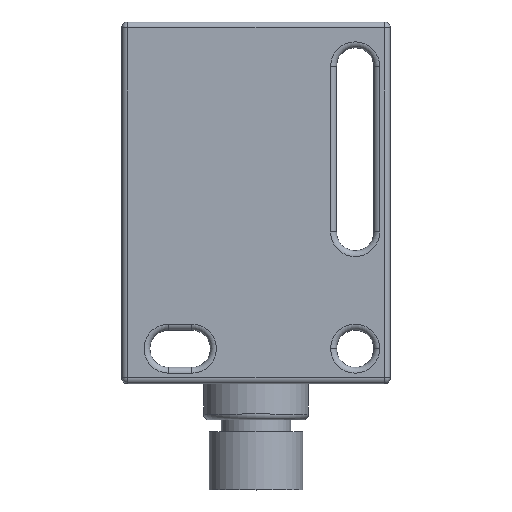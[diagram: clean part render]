
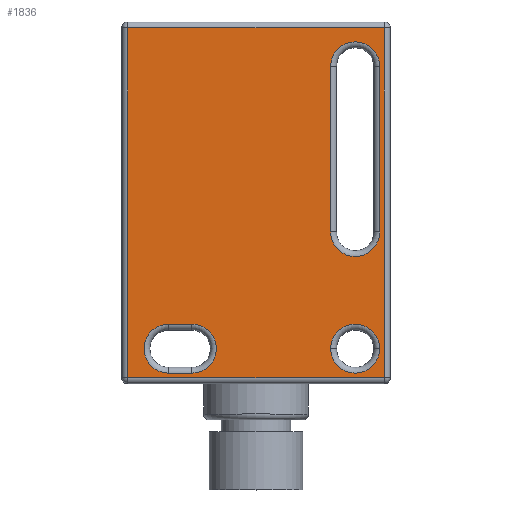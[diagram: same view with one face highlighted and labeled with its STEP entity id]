
A CAD part, top view. The second image highlights one B-rep face of the part: STEP entity #1836.
In plain terms, the highlighted planar face has unit normal (0, 0, 1).
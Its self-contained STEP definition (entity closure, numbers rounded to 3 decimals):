
#465=DIRECTION('',(0.,-1.,0.));
#466=VECTOR('',#465,30.);
#467=CARTESIAN_POINT('',(-11.,15.,5.5));
#468=LINE('',#467,#466);
#472=DIRECTION('',(-1.,0.,0.));
#473=VECTOR('',#472,22.);
#474=CARTESIAN_POINT('',(11.,15.,5.5));
#475=LINE('',#474,#473);
#479=DIRECTION('',(0.,1.,0.));
#480=VECTOR('',#479,30.);
#481=CARTESIAN_POINT('',(11.,-15.,5.5));
#482=LINE('',#481,#480);
#486=DIRECTION('',(1.,0.,0.));
#487=VECTOR('',#486,22.);
#488=CARTESIAN_POINT('',(-11.,-15.,5.5));
#489=LINE('',#488,#487);
#493=CARTESIAN_POINT('',(8.5,-12.5,5.5));
#494=DIRECTION('',(0.,0.,-1.));
#495=DIRECTION('',(1.,0.,0.));
#496=AXIS2_PLACEMENT_3D('',#493,#494,#495);
#501=CARTESIAN_POINT('',(8.5,-12.5,5.5));
#502=DIRECTION('',(0.,0.,-1.));
#503=DIRECTION('',(-1.,0.,0.));
#504=AXIS2_PLACEMENT_3D('',#501,#502,#503);
#509=DIRECTION('',(-1.,0.,0.));
#510=VECTOR('',#509,2.);
#511=CARTESIAN_POINT('',(-5.5,-14.6,5.5));
#512=LINE('',#511,#510);
#516=CARTESIAN_POINT('',(-5.5,-12.5,5.5));
#517=DIRECTION('',(0.,0.,-1.));
#518=DIRECTION('',(0.,1.,0.));
#519=AXIS2_PLACEMENT_3D('',#516,#517,#518);
#524=DIRECTION('',(1.,0.,0.));
#525=VECTOR('',#524,2.);
#526=CARTESIAN_POINT('',(-7.5,-10.4,5.5));
#527=LINE('',#526,#525);
#531=CARTESIAN_POINT('',(-7.5,-12.5,5.5));
#532=DIRECTION('',(0.,0.,-1.));
#533=DIRECTION('',(0.,-1.,0.));
#534=AXIS2_PLACEMENT_3D('',#531,#532,#533);
#539=CARTESIAN_POINT('',(8.5,11.7,5.5));
#540=DIRECTION('',(0.,0.,-1.));
#541=DIRECTION('',(-1.,0.,0.));
#542=AXIS2_PLACEMENT_3D('',#539,#540,#541);
#547=DIRECTION('',(0.,1.,0.));
#548=VECTOR('',#547,14.2);
#549=CARTESIAN_POINT('',(6.4,-2.5,5.5));
#550=LINE('',#549,#548);
#554=CARTESIAN_POINT('',(8.5,-2.5,5.5));
#555=DIRECTION('',(0.,0.,-1.));
#556=DIRECTION('',(1.,0.,0.));
#557=AXIS2_PLACEMENT_3D('',#554,#555,#556);
#562=DIRECTION('',(0.,-1.,0.));
#563=VECTOR('',#562,14.2);
#564=CARTESIAN_POINT('',(10.6,11.7,5.5));
#565=LINE('',#564,#563);
#1301=CARTESIAN_POINT('',(-11.,15.,5.5));
#1302=CARTESIAN_POINT('',(-11.,-15.,5.5));
#1303=VERTEX_POINT('',#1301);
#1304=VERTEX_POINT('',#1302);
#1323=CARTESIAN_POINT('',(11.,-15.,5.5));
#1324=VERTEX_POINT('',#1323);
#1329=CARTESIAN_POINT('',(11.,15.,5.5));
#1330=VERTEX_POINT('',#1329);
#1345=CARTESIAN_POINT('',(10.6,-12.5,5.5));
#1346=CARTESIAN_POINT('',(6.4,-12.5,5.5));
#1347=VERTEX_POINT('',#1345);
#1348=VERTEX_POINT('',#1346);
#1361=CARTESIAN_POINT('',(-5.5,-14.6,5.5));
#1362=CARTESIAN_POINT('',(-7.5,-14.6,5.5));
#1363=VERTEX_POINT('',#1361);
#1364=VERTEX_POINT('',#1362);
#1369=CARTESIAN_POINT('',(-7.5,-10.4,5.5));
#1370=VERTEX_POINT('',#1369);
#1373=CARTESIAN_POINT('',(-5.5,-10.4,5.5));
#1374=VERTEX_POINT('',#1373);
#1393=CARTESIAN_POINT('',(6.4,11.7,5.5));
#1394=CARTESIAN_POINT('',(10.6,11.7,5.5));
#1395=VERTEX_POINT('',#1393);
#1396=VERTEX_POINT('',#1394);
#1401=CARTESIAN_POINT('',(10.6,-2.5,5.5));
#1402=VERTEX_POINT('',#1401);
#1405=CARTESIAN_POINT('',(6.4,-2.5,5.5));
#1406=VERTEX_POINT('',#1405);
#1797=CARTESIAN_POINT('',(0.,0.,5.5));
#1798=DIRECTION('',(0.,0.,1.));
#1799=DIRECTION('',(1.,0.,0.));
#1800=AXIS2_PLACEMENT_3D('',#1797,#1798,#1799);
#1801=PLANE('',#1800);
#1802=ORIENTED_EDGE('',*,*,#1583,.F.);
#1804=ORIENTED_EDGE('',*,*,#1803,.F.);
#1806=ORIENTED_EDGE('',*,*,#1805,.F.);
#1807=ORIENTED_EDGE('',*,*,#1779,.F.);
#1808=EDGE_LOOP('',(#1802,#1804,#1806,#1807));
#1809=FACE_OUTER_BOUND('',#1808,.F.);
#1811=ORIENTED_EDGE('',*,*,#1810,.F.);
#1813=ORIENTED_EDGE('',*,*,#1812,.F.);
#1814=EDGE_LOOP('',(#1811,#1813));
#1815=FACE_BOUND('',#1814,.F.);
#1817=ORIENTED_EDGE('',*,*,#1816,.F.);
#1819=ORIENTED_EDGE('',*,*,#1818,.F.);
#1821=ORIENTED_EDGE('',*,*,#1820,.F.);
#1823=ORIENTED_EDGE('',*,*,#1822,.F.);
#1824=EDGE_LOOP('',(#1817,#1819,#1821,#1823));
#1825=FACE_BOUND('',#1824,.F.);
#1827=ORIENTED_EDGE('',*,*,#1826,.F.);
#1829=ORIENTED_EDGE('',*,*,#1828,.F.);
#1831=ORIENTED_EDGE('',*,*,#1830,.F.);
#1833=ORIENTED_EDGE('',*,*,#1832,.F.);
#1834=EDGE_LOOP('',(#1827,#1829,#1831,#1833));
#1835=FACE_BOUND('',#1834,.F.);
#1836=ADVANCED_FACE('',(#1809,#1815,#1825,#1835),#1801,.T.);
#497=CIRCLE('',#496,2.1);
#505=CIRCLE('',#504,2.1);
#520=CIRCLE('',#519,2.1);
#535=CIRCLE('',#534,2.1);
#543=CIRCLE('',#542,2.1);
#558=CIRCLE('',#557,2.1);
#1583=EDGE_CURVE('',#1303,#1304,#468,.T.);
#1779=EDGE_CURVE('',#1304,#1324,#489,.T.);
#1803=EDGE_CURVE('',#1330,#1303,#475,.T.);
#1805=EDGE_CURVE('',#1324,#1330,#482,.T.);
#1810=EDGE_CURVE('',#1347,#1348,#497,.T.);
#1812=EDGE_CURVE('',#1348,#1347,#505,.T.);
#1816=EDGE_CURVE('',#1363,#1364,#512,.T.);
#1818=EDGE_CURVE('',#1374,#1363,#520,.T.);
#1820=EDGE_CURVE('',#1370,#1374,#527,.T.);
#1822=EDGE_CURVE('',#1364,#1370,#535,.T.);
#1826=EDGE_CURVE('',#1395,#1396,#543,.T.);
#1828=EDGE_CURVE('',#1406,#1395,#550,.T.);
#1830=EDGE_CURVE('',#1402,#1406,#558,.T.);
#1832=EDGE_CURVE('',#1396,#1402,#565,.T.);
